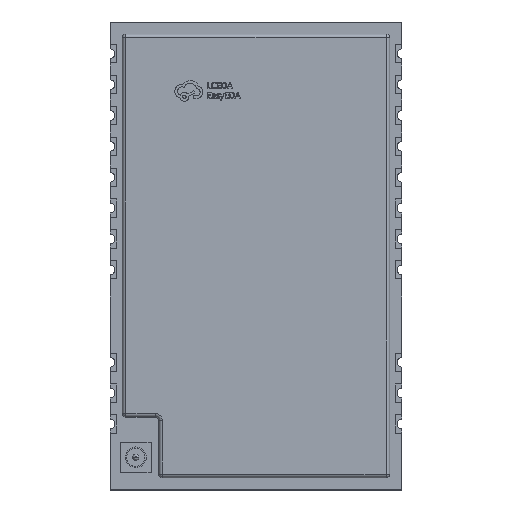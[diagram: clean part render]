
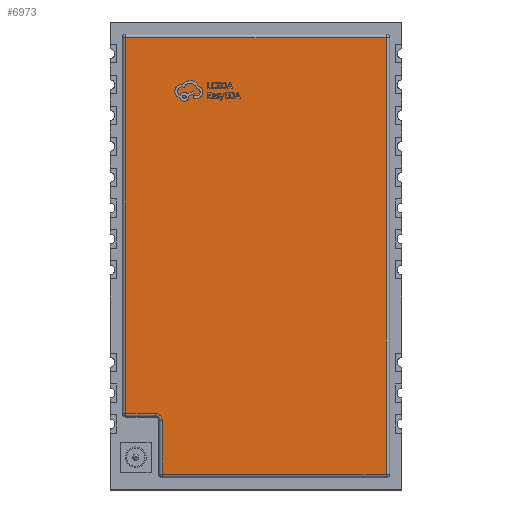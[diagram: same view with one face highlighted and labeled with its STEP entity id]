
A CAD part, top view. The second image highlights one B-rep face of the part: STEP entity #6973.
In plain terms, the highlighted planar face has unit normal (0, 0, 1).
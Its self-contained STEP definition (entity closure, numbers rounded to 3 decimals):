
#30 = DIRECTION ( 'NONE',  ( 0., -1., 0. ) ) ;
#44 = DIRECTION ( 'NONE',  ( 0., -1., 0. ) ) ;
#93 = VECTOR ( 'NONE', #2229, 1000. ) ;
#532 = VERTEX_POINT ( 'NONE', #9259 ) ;
#750 = VECTOR ( 'NONE', #30, 1000. ) ;
#1506 = DIRECTION ( 'NONE',  ( 0., 0., 1. ) ) ;
#1555 = CARTESIAN_POINT ( 'NONE',  ( -10.7, -13.25, 3.87 ) ) ;
#1752 = CARTESIAN_POINT ( 'NONE',  ( -8.3, -13.55, 3.87 ) ) ;
#2209 = CARTESIAN_POINT ( 'NONE',  ( -7.7, -17.95, 3.87 ) ) ;
#2229 = DIRECTION ( 'NONE',  ( 0., 1., 0. ) ) ;
#2257 = EDGE_CURVE ( 'NONE', #18936, #2660, #12651, .T. ) ;
#2580 = LINE ( 'NONE', #8877, #14621 ) ;
#2660 = VERTEX_POINT ( 'NONE', #12829 ) ;
#3279 = DIRECTION ( 'NONE',  ( 1., 0., 0. ) ) ;
#3795 = VECTOR ( 'NONE', #3279, 1000. ) ;
#3798 = EDGE_CURVE ( 'NONE', #15763, #18936, #7613, .T. ) ;
#4485 = CARTESIAN_POINT ( 'NONE',  ( 0., 0., 3.87 ) ) ;
#4639 = DIRECTION ( 'NONE',  ( 1., 0., 0. ) ) ;
#5299 = ORIENTED_EDGE ( 'NONE', *, *, #17282, .T. ) ;
#6063 = FACE_OUTER_BOUND ( 'NONE', #17239, .T. ) ;
#6307 = DIRECTION ( 'NONE',  ( 0., 0., 1. ) ) ;
#6377 = EDGE_CURVE ( 'NONE', #532, #18899, #6394, .T. ) ;
#6394 = LINE ( 'NONE', #1555, #750 ) ;
#6973 = ADVANCED_FACE ( 'NONE', ( #6063 ), #13569, .T. ) ;
#7417 = LINE ( 'NONE', #9692, #93 ) ;
#7613 = LINE ( 'NONE', #13723, #9983 ) ;
#8167 = CARTESIAN_POINT ( 'NONE',  ( 10.7, 17.95, 3.87 ) ) ;
#8243 = ORIENTED_EDGE ( 'NONE', *, *, #19408, .F. ) ;
#8877 = CARTESIAN_POINT ( 'NONE',  ( -8., -12.95, 3.87 ) ) ;
#8887 = DIRECTION ( 'NONE',  ( -1., 0., 0. ) ) ;
#8986 = CARTESIAN_POINT ( 'NONE',  ( -10.7, -12.95, 3.87 ) ) ;
#8995 = EDGE_CURVE ( 'NONE', #18899, #11835, #2580, .T. ) ;
#9047 = VECTOR ( 'NONE', #8887, 1000. ) ;
#9259 = CARTESIAN_POINT ( 'NONE',  ( -10.7, 17.95, 3.87 ) ) ;
#9692 = CARTESIAN_POINT ( 'NONE',  ( 10.7, 18.25, 3.87 ) ) ;
#9972 = ORIENTED_EDGE ( 'NONE', *, *, #3798, .T. ) ;
#9983 = VECTOR ( 'NONE', #44, 1000. ) ;
#11160 = CIRCLE ( 'NONE', #18491, 0.6 ) ;
#11835 = VERTEX_POINT ( 'NONE', #13459 ) ;
#11957 = LINE ( 'NONE', #16374, #9047 ) ;
#12156 = CARTESIAN_POINT ( 'NONE',  ( -7.7, -13.55, 3.87 ) ) ;
#12651 = LINE ( 'NONE', #14182, #3795 ) ;
#12829 = CARTESIAN_POINT ( 'NONE',  ( 10.7, -17.95, 3.87 ) ) ;
#13459 = CARTESIAN_POINT ( 'NONE',  ( -8.3, -12.95, 3.87 ) ) ;
#13569 = PLANE ( 'NONE',  #14776 ) ;
#13723 = CARTESIAN_POINT ( 'NONE',  ( -7.7, -18.25, 3.87 ) ) ;
#14182 = CARTESIAN_POINT ( 'NONE',  ( 11., -17.95, 3.87 ) ) ;
#14621 = VECTOR ( 'NONE', #16363, 1000. ) ;
#14776 = AXIS2_PLACEMENT_3D ( 'NONE', #4485, #1506, #15174 ) ;
#15174 = DIRECTION ( 'NONE',  ( 1., 0., 0. ) ) ;
#15763 = VERTEX_POINT ( 'NONE', #12156 ) ;
#15942 = ORIENTED_EDGE ( 'NONE', *, *, #2257, .T. ) ;
#16363 = DIRECTION ( 'NONE',  ( 1., 0., 0. ) ) ;
#16374 = CARTESIAN_POINT ( 'NONE',  ( -11., 17.95, 3.87 ) ) ;
#17239 = EDGE_LOOP ( 'NONE', ( #8243, #9972, #15942, #5299, #18824, #18029, #18328 ) ) ;
#17282 = EDGE_CURVE ( 'NONE', #2660, #18922, #7417, .T. ) ;
#17666 = EDGE_CURVE ( 'NONE', #18922, #532, #11957, .T. ) ;
#18029 = ORIENTED_EDGE ( 'NONE', *, *, #6377, .T. ) ;
#18328 = ORIENTED_EDGE ( 'NONE', *, *, #8995, .T. ) ;
#18491 = AXIS2_PLACEMENT_3D ( 'NONE', #1752, #6307, #4639 ) ;
#18824 = ORIENTED_EDGE ( 'NONE', *, *, #17666, .T. ) ;
#18899 = VERTEX_POINT ( 'NONE', #8986 ) ;
#18922 = VERTEX_POINT ( 'NONE', #8167 ) ;
#18936 = VERTEX_POINT ( 'NONE', #2209 ) ;
#19408 = EDGE_CURVE ( 'NONE', #15763, #11835, #11160, .T. ) ;
